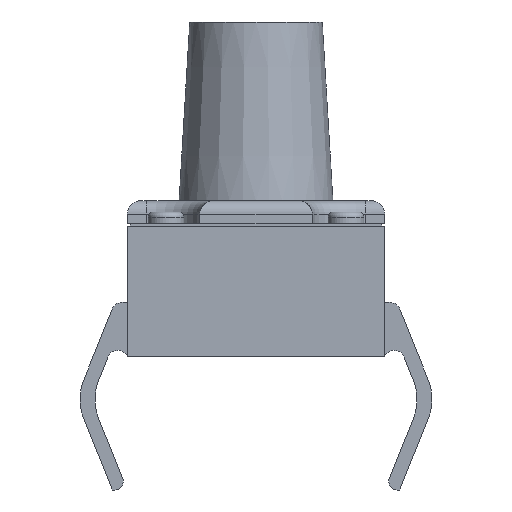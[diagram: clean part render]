
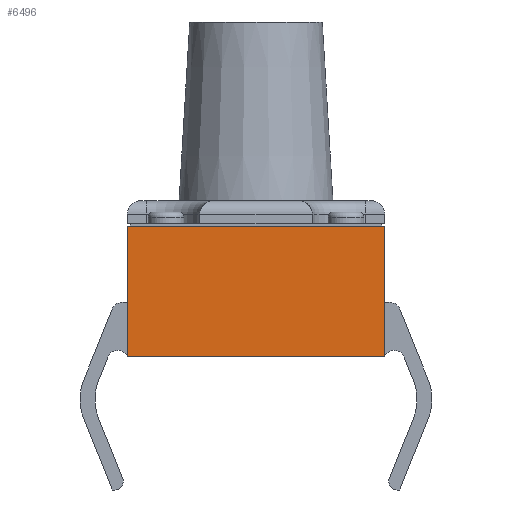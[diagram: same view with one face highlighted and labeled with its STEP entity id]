
A CAD part, front view. The second image highlights one B-rep face of the part: STEP entity #6496.
In plain terms, the highlighted planar face has unit normal (0, -1, 0).
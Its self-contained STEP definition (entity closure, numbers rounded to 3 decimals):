
#474=LINE('',#8284,#802);
#523=LINE('',#8392,#851);
#530=LINE('',#8404,#858);
#531=LINE('',#8405,#859);
#802=VECTOR('',#7239,1000.);
#851=VECTOR('',#7314,1000.);
#858=VECTOR('',#7323,1000.);
#859=VECTOR('',#7324,1000.);
#1204=ORIENTED_EDGE('',*,*,#2542,.F.);
#1205=ORIENTED_EDGE('',*,*,#2486,.F.);
#1206=ORIENTED_EDGE('',*,*,#2543,.T.);
#1207=ORIENTED_EDGE('',*,*,#2535,.T.);
#2486=EDGE_CURVE('',#3155,#3151,#474,.T.);
#2535=EDGE_CURVE('',#3202,#3201,#523,.T.);
#2542=EDGE_CURVE('',#3151,#3201,#530,.T.);
#2543=EDGE_CURVE('',#3155,#3202,#531,.T.);
#3151=VERTEX_POINT('',#8272);
#3155=VERTEX_POINT('',#8283);
#3201=VERTEX_POINT('',#8391);
#3202=VERTEX_POINT('',#8393);
#3633=EDGE_LOOP('',(#1204,#1205,#1206,#1207));
#3953=FACE_BOUND('',#3633,.T.);
#4269=PLANE('',#6818);
#6496=ADVANCED_FACE('',(#3953),#4269,.T.);
#6818=AXIS2_PLACEMENT_3D('',#8403,#7321,#7322);
#7239=DIRECTION('',(0.,0.,-1.));
#7314=DIRECTION('',(0.,0.,-1.));
#7321=DIRECTION('',(0.,-1.,0.));
#7322=DIRECTION('',(0.,0.,-1.));
#7323=DIRECTION('',(-1.,0.,0.));
#7324=DIRECTION('',(-1.,0.,0.));
#8272=CARTESIAN_POINT('',(3.061,-2.997,0.));
#8283=CARTESIAN_POINT('',(3.061,-2.997,3.099));
#8284=CARTESIAN_POINT('',(3.061,-2.997,3.099));
#8391=CARTESIAN_POINT('',(-3.061,-2.997,0.));
#8392=CARTESIAN_POINT('',(-3.061,-2.997,3.099));
#8393=CARTESIAN_POINT('',(-3.061,-2.997,3.099));
#8403=CARTESIAN_POINT('',(3.061,-2.997,3.099));
#8404=CARTESIAN_POINT('',(3.061,-2.997,0.));
#8405=CARTESIAN_POINT('',(3.061,-2.997,3.099));
